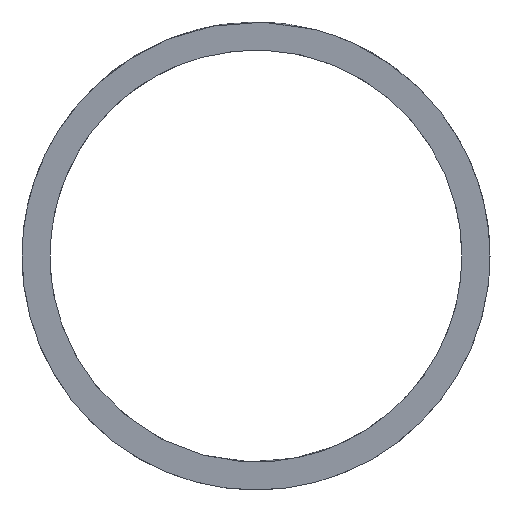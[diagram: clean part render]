
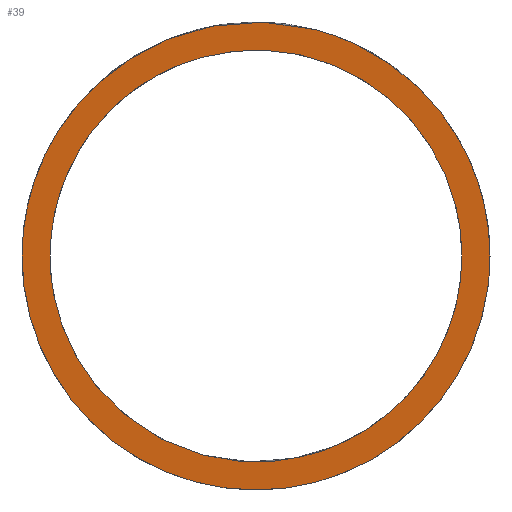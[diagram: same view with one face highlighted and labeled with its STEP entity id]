
A CAD part, front view. The second image highlights one B-rep face of the part: STEP entity #39.
In plain terms, the highlighted planar face has unit normal (0.646, -0.745, -0.169).
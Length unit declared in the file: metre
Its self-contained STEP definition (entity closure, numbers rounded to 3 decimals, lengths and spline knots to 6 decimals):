
#39=ADVANCED_FACE('0:193',(#73,#74),#75,.T.);
#73=FACE_OUTER_BOUND('',#101,.T.);
#74=FACE_BOUND('',#102,.T.);
#75=PLANE('',#103);
#101=EDGE_LOOP('',(#146,#147,#148));
#102=EDGE_LOOP('',(#149,#150,#151));
#103=AXIS2_PLACEMENT_3D('',#152,#153,#154);
#146=ORIENTED_EDGE('',*,*,#181,.T.);
#147=ORIENTED_EDGE('',*,*,#169,.T.);
#148=ORIENTED_EDGE('',*,*,#182,.T.);
#149=ORIENTED_EDGE('',*,*,#172,.T.);
#150=ORIENTED_EDGE('',*,*,#179,.T.);
#151=ORIENTED_EDGE('',*,*,#173,.T.);
#152=CARTESIAN_POINT('',(-1.958755,-0.31128,0.34346));
#153=DIRECTION('',(0.646,-0.745,-0.169));
#154=DIRECTION('',(0.0,0.221,-0.975));
#169=EDGE_CURVE('',#189,#193,#195,.T.);
#172=EDGE_CURVE('0:199',#200,#197,#201,.T.);
#173=EDGE_CURVE('',#202,#200,#203,.T.);
#179=EDGE_CURVE('',#197,#202,#211,.T.);
#181=EDGE_CURVE('0:205',#213,#189,#214,.T.);
#182=EDGE_CURVE('',#193,#213,#215,.T.);
#189=VERTEX_POINT('',#222);
#193=VERTEX_POINT('',#227);
#195=ELLIPSE('',#230,0.016786,0.0125);
#197=VERTEX_POINT('',#232);
#200=VERTEX_POINT('',#236);
#201=ELLIPSE('',#237,0.014771,0.011);
#202=VERTEX_POINT('',#238);
#203=ELLIPSE('',#239,0.014771,0.011);
#211=ELLIPSE('',#248,0.014771,0.011);
#213=VERTEX_POINT('',#250);
#214=ELLIPSE('',#251,0.016786,0.0125);
#215=ELLIPSE('',#252,0.016786,0.0125);
#222=CARTESIAN_POINT('',(-1.971255,-0.322119,0.34346));
#227=CARTESIAN_POINT('',(-1.946255,-0.300441,0.34346));
#230=AXIS2_PLACEMENT_3D('',#262,#263,#264);
#232=CARTESIAN_POINT('',(-1.969755,-0.320818,0.34346));
#236=CARTESIAN_POINT('',(-1.961536,-0.31128,0.332817));
#237=AXIS2_PLACEMENT_3D('',#266,#267,#268);
#238=CARTESIAN_POINT('',(-1.947755,-0.301742,0.34346));
#239=AXIS2_PLACEMENT_3D('',#269,#270,#271);
#248=AXIS2_PLACEMENT_3D('',#282,#283,#284);
#250=CARTESIAN_POINT('',(-1.955594,-0.31128,0.355554));
#251=AXIS2_PLACEMENT_3D('',#285,#286,#287);
#252=AXIS2_PLACEMENT_3D('',#288,#289,#290);
#262=CARTESIAN_POINT('',(-1.958755,-0.31128,0.34346));
#263=DIRECTION('',(0.646,-0.745,-0.169));
#264=DIRECTION('',(0.72,0.667,-0.188));
#266=CARTESIAN_POINT('',(-1.958755,-0.31128,0.34346));
#267=DIRECTION('',(-0.646,0.745,0.169));
#268=DIRECTION('',(-0.72,-0.667,0.188));
#269=CARTESIAN_POINT('',(-1.958755,-0.31128,0.34346));
#270=DIRECTION('',(-0.646,0.745,0.169));
#271=DIRECTION('',(-0.72,-0.667,0.188));
#282=CARTESIAN_POINT('',(-1.958755,-0.31128,0.34346));
#283=DIRECTION('',(-0.646,0.745,0.169));
#284=DIRECTION('',(-0.72,-0.667,0.188));
#285=CARTESIAN_POINT('',(-1.958755,-0.31128,0.34346));
#286=DIRECTION('',(0.646,-0.745,-0.169));
#287=DIRECTION('',(0.72,0.667,-0.188));
#288=CARTESIAN_POINT('',(-1.958755,-0.31128,0.34346));
#289=DIRECTION('',(0.646,-0.745,-0.169));
#290=DIRECTION('',(0.72,0.667,-0.188));
